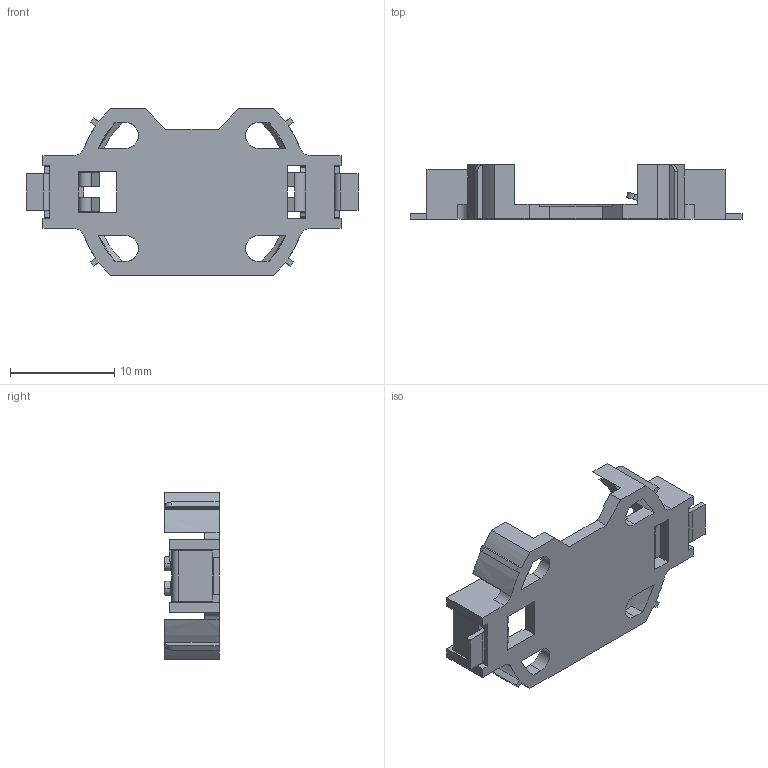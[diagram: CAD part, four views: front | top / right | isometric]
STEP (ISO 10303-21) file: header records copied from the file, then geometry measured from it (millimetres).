
FILE_DESCRIPTION (( 'STEP AP214' ), '1' );
FILE_NAME ('BU2032SM-BT-GTR.STEP', '2019-10-17T11:16:11', ( '' ), ( '' ), 'SwSTEP 2.0', 'SolidWorks 2017', '' );
FILE_SCHEMA (( 'AUTOMOTIVE_DESIGN' ));
Length unit declared in the file: millimetre
Products named in the file (1): BU2032SM-BT-GTR
Bounding box: 31.86 x 5.2 x 16 mm (x, y, z)
Volume: 676 mm3; surface area: 1556 mm2
Topology: 3 solids, 3 shells, 242 faces, 658 edges, 416 vertices
Faces by surface type: plane 165, cylinder 69, cone 4, torus 4
Entity records: 7686 total; most frequent: CARTESIAN_POINT 1413, ORIENTED_EDGE 1316, DIRECTION 1282, EDGE_CURVE 658, VECTOR 472, LINE 472, VERTEX_POINT 416, AXIS2_PLACEMENT_3D 405
